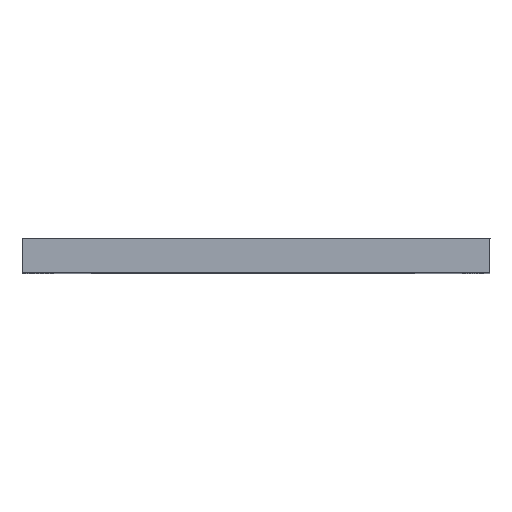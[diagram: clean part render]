
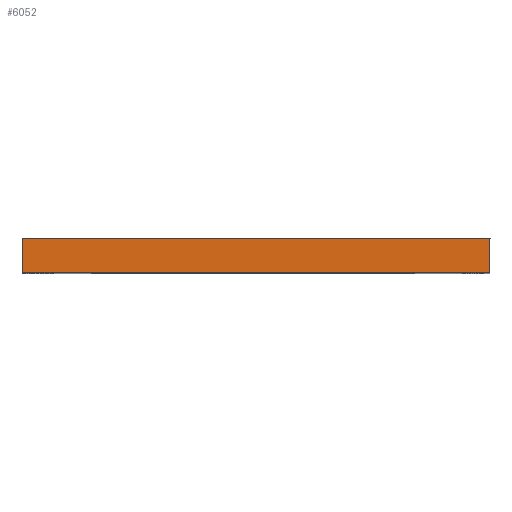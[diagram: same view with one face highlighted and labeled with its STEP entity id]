
A CAD part, top view. The second image highlights one B-rep face of the part: STEP entity #6052.
In plain terms, the highlighted planar face has unit normal (0, 0, 1).
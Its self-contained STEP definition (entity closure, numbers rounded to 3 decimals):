
#91=PLANE('',#6382);
#163=FACE_OUTER_BOUND('',#507,.T.);
#507=EDGE_LOOP('',(#3998,#3999,#4000,#4001));
#871=LINE('',#7595,#1246);
#890=LINE('',#7699,#1265);
#891=LINE('',#7701,#1266);
#892=LINE('',#7702,#1267);
#1246=VECTOR('',#6502,10.);
#1265=VECTOR('',#6561,10.);
#1266=VECTOR('',#6562,10.);
#1267=VECTOR('',#6563,10.);
#2224=VERTEX_POINT('',#7592);
#2225=VERTEX_POINT('',#7594);
#2254=VERTEX_POINT('',#7698);
#2255=VERTEX_POINT('',#7700);
#2906=EDGE_CURVE('',#2224,#2225,#871,.T.);
#2944=EDGE_CURVE('',#2254,#2224,#890,.T.);
#2945=EDGE_CURVE('',#2255,#2254,#891,.T.);
#2946=EDGE_CURVE('',#2225,#2255,#892,.T.);
#3998=ORIENTED_EDGE('',*,*,#2906,.F.);
#3999=ORIENTED_EDGE('',*,*,#2944,.F.);
#4000=ORIENTED_EDGE('',*,*,#2945,.F.);
#4001=ORIENTED_EDGE('',*,*,#2946,.F.);
#6052=ADVANCED_FACE('',(#163),#91,.T.);
#6382=AXIS2_PLACEMENT_3D('',#7697,#6559,#6560);
#6502=DIRECTION('',(1.,0.,0.));
#6559=DIRECTION('center_axis',(0.,0.,1.));
#6560=DIRECTION('ref_axis',(1.,0.,0.));
#6561=DIRECTION('',(0.,1.,0.));
#6562=DIRECTION('',(-1.,0.,0.));
#6563=DIRECTION('',(0.,-1.,0.));
#7592=CARTESIAN_POINT('',(-37.143,-40.,40.));
#7594=CARTESIAN_POINT('',(30.,-40.,40.));
#7595=CARTESIAN_POINT('',(13.198,-40.,40.));
#7697=CARTESIAN_POINT('Origin',(30.,0.,40.));
#7698=CARTESIAN_POINT('',(-37.143,-45.,40.));
#7699=CARTESIAN_POINT('',(-37.143,-60.617,40.));
#7700=CARTESIAN_POINT('',(30.,-45.,40.));
#7701=CARTESIAN_POINT('',(30.,-45.,40.));
#7702=CARTESIAN_POINT('',(30.,-5.,40.));
